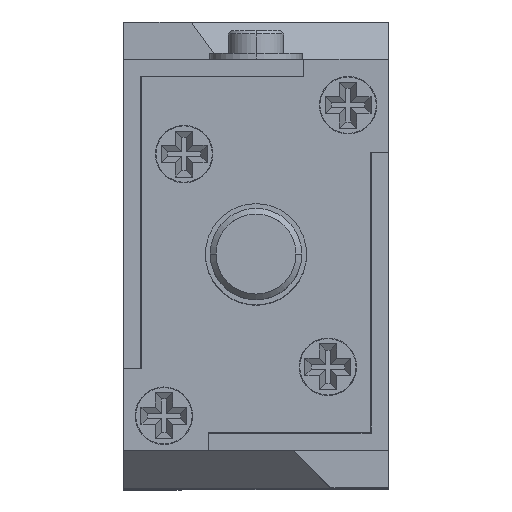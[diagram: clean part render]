
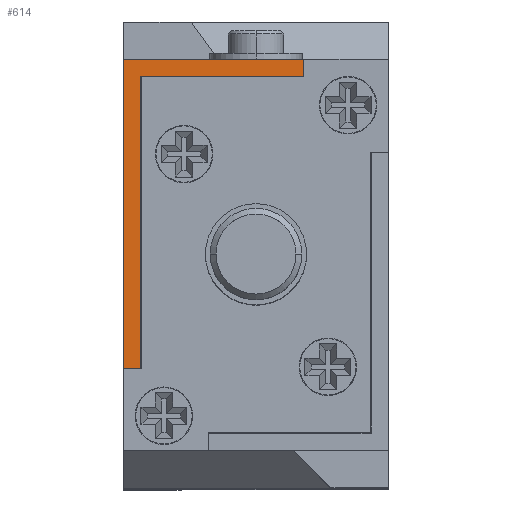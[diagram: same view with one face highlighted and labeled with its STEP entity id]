
A CAD part, top view. The second image highlights one B-rep face of the part: STEP entity #614.
In plain terms, the highlighted face is planar.
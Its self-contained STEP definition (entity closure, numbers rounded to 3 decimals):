
#461 = ORIENTED_EDGE ( 'NONE', *, *, #7287, .T. ) ;
#466 = ORIENTED_EDGE ( 'NONE', *, *, #3871, .T. ) ;
#483 = ORIENTED_EDGE ( 'NONE', *, *, #3867, .T. ) ;
#485 = ORIENTED_EDGE ( 'NONE', *, *, #3868, .T. ) ;
#486 = ORIENTED_EDGE ( 'NONE', *, *, #7283, .F. ) ;
#488 = ORIENTED_EDGE ( 'NONE', *, *, #4534, .F. ) ;
#614 = ADVANCED_FACE ( 'NONE', ( #1606 ), #5422, .F. ) ;
#1062 = VERTEX_POINT ( 'NONE', #8436 ) ;
#1125 = VERTEX_POINT ( 'NONE', #5855 ) ;
#1165 = VERTEX_POINT ( 'NONE', #5895 ) ;
#1166 = VERTEX_POINT ( 'NONE', #5896 ) ;
#1181 = VERTEX_POINT ( 'NONE', #5911 ) ;
#1196 = VERTEX_POINT ( 'NONE', #5926 ) ;
#1606 = FACE_OUTER_BOUND ( 'NONE', #5160, .T. ) ;
#1652 = CARTESIAN_POINT ( 'NONE',  ( 10., 7.1, -13.6 ) ) ;
#1653 = DIRECTION ( 'NONE',  ( -1., 0., 0. ) ) ;
#1716 = CARTESIAN_POINT ( 'NONE',  ( 11.5, 34., -13.6 ) ) ;
#1717 = DIRECTION ( 'NONE',  ( 0., 1., 0. ) ) ;
#2277 = CARTESIAN_POINT ( 'NONE',  ( 10., 32.5, -13.6 ) ) ;
#2278 = DIRECTION ( 'NONE',  ( 0., 1., 0. ) ) ;
#2279 = CARTESIAN_POINT ( 'NONE',  ( 10., 32.5, -13.6 ) ) ;
#2280 = DIRECTION ( 'NONE',  ( -1., 0., 0. ) ) ;
#3867 = EDGE_CURVE ( 'NONE', #1062, #1125, #8788, .T. ) ;
#3868 = EDGE_CURVE ( 'NONE', #1125, #1196, #8790, .T. ) ;
#3871 = EDGE_CURVE ( 'NONE', #1166, #1062, #8796, .T. ) ;
#4331 = CARTESIAN_POINT ( 'NONE',  ( -11.5, 34., -13.6 ) ) ;
#4332 = DIRECTION ( 'NONE',  ( -1., 0., 0. ) ) ;
#4339 = CARTESIAN_POINT ( 'NONE',  ( -4.15, 34., -13.6 ) ) ;
#4340 = DIRECTION ( 'NONE',  ( 0., 1., 0. ) ) ;
#4534 = EDGE_CURVE ( 'NONE', #1166, #1181, #8856, .T. ) ;
#5160 = EDGE_LOOP ( 'NONE', ( #461, #486, #488, #466, #483, #485 ) ) ;
#5262 = CARTESIAN_POINT ( 'NONE',  ( -11.5, 0., -13.6 ) ) ;
#5264 = DIRECTION ( 'NONE',  ( 0., 0., 1. ) ) ;
#5395 = DIRECTION ( 'NONE',  ( 1., 0., 0. ) ) ;
#5422 = PLANE ( 'NONE',  #6624 ) ;
#5763 = LINE ( 'NONE', #4331, #5764 ) ;
#5764 = VECTOR ( 'NONE', #4332, 1000. ) ;
#5771 = LINE ( 'NONE', #4339, #5772 ) ;
#5772 = VECTOR ( 'NONE', #4340, 1000. ) ;
#5855 = CARTESIAN_POINT ( 'NONE',  ( 10., 32.5, -13.6 ) ) ;
#5895 = CARTESIAN_POINT ( 'NONE',  ( -4.15, 34., -13.6 ) ) ;
#5896 = CARTESIAN_POINT ( 'NONE',  ( 11.5, 7.1, -13.6 ) ) ;
#5911 = CARTESIAN_POINT ( 'NONE',  ( 11.5, 34., -13.6 ) ) ;
#5926 = CARTESIAN_POINT ( 'NONE',  ( -4.15, 32.5, -13.6 ) ) ;
#6624 = AXIS2_PLACEMENT_3D ( 'NONE', #5262, #5264, #5395 ) ;
#7283 = EDGE_CURVE ( 'NONE', #1181, #1165, #5763, .T. ) ;
#7287 = EDGE_CURVE ( 'NONE', #1196, #1165, #5771, .T. ) ;
#8436 = CARTESIAN_POINT ( 'NONE',  ( 10., 7.1, -13.6 ) ) ;
#8788 = LINE ( 'NONE', #2277, #8789 ) ;
#8789 = VECTOR ( 'NONE', #2278, 1000. ) ;
#8790 = LINE ( 'NONE', #2279, #8791 ) ;
#8791 = VECTOR ( 'NONE', #2280, 1000. ) ;
#8796 = LINE ( 'NONE', #1652, #8797 ) ;
#8797 = VECTOR ( 'NONE', #1653, 1000. ) ;
#8856 = LINE ( 'NONE', #1716, #8857 ) ;
#8857 = VECTOR ( 'NONE', #1717, 1000. ) ;
